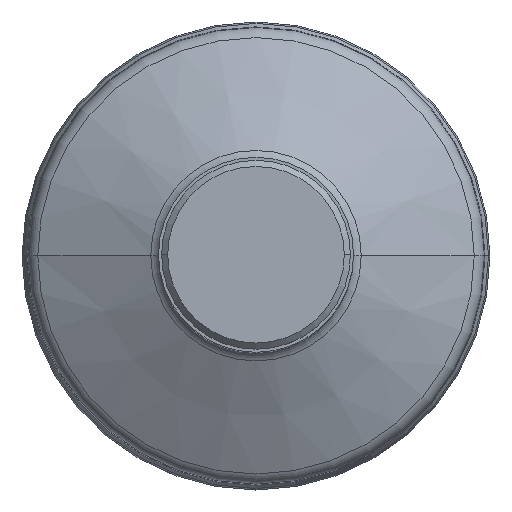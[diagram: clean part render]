
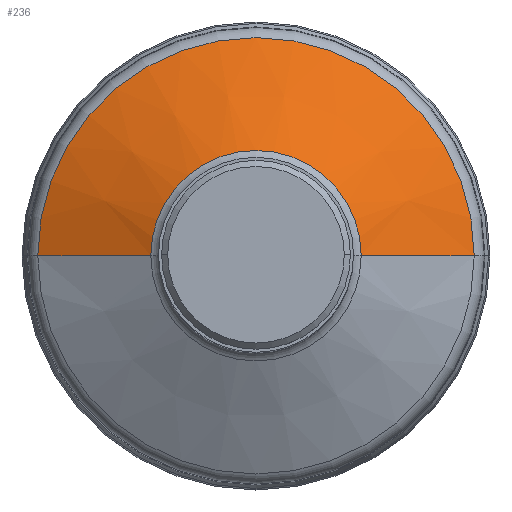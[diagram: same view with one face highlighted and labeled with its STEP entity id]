
A CAD part, top view. The second image highlights one B-rep face of the part: STEP entity #236.
In plain terms, the highlighted conical face has half-angle 63 degrees and reference radius 26.336 mm.
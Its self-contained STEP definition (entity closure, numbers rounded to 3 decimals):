
#236=ADVANCED_FACE('',(#345),#261,.T.);
#261=CONICAL_SURFACE('',#1953,26.336,63.);
#345=FACE_OUTER_BOUND('',#443,.T.);
#443=EDGE_LOOP('',(#803,#804,#805,#806,#807,#808));
#803=ORIENTED_EDGE('',*,*,#1203,.F.);
#804=ORIENTED_EDGE('',*,*,#1204,.F.);
#805=ORIENTED_EDGE('',*,*,#1205,.F.);
#806=ORIENTED_EDGE('',*,*,#1202,.F.);
#807=ORIENTED_EDGE('',*,*,#1201,.F.);
#808=ORIENTED_EDGE('',*,*,#1206,.T.);
#995=VERTEX_POINT('',#4169);
#997=VERTEX_POINT('',#4173);
#998=VERTEX_POINT('',#4177);
#999=VERTEX_POINT('',#4181);
#1000=VERTEX_POINT('',#4182);
#1001=VERTEX_POINT('',#4184);
#1201=EDGE_CURVE('',#997,#998,#1466,.T.);
#1202=EDGE_CURVE('',#998,#995,#1467,.T.);
#1203=EDGE_CURVE('',#999,#1000,#1468,.T.);
#1204=EDGE_CURVE('',#1001,#999,#1469,.T.);
#1205=EDGE_CURVE('',#995,#1001,#1615,.T.);
#1206=EDGE_CURVE('',#997,#1000,#1616,.T.);
#1466=CIRCLE('',#1948,35.533);
#1467=CIRCLE('',#1949,35.533);
#1468=CIRCLE('',#1951,17.138);
#1469=CIRCLE('',#1952,17.138);
#1615=LINE('',#4185,#1639);
#1616=LINE('',#4186,#1640);
#1639=VECTOR('',#2442,1.);
#1640=VECTOR('',#2443,1.);
#1948=AXIS2_PLACEMENT_3D('',#4176,#2432,#2433);
#1949=AXIS2_PLACEMENT_3D('',#4178,#2434,#2435);
#1951=AXIS2_PLACEMENT_3D('',#4180,#2438,#2439);
#1952=AXIS2_PLACEMENT_3D('',#4183,#2440,#2441);
#1953=AXIS2_PLACEMENT_3D('',#4187,#2444,#2445);
#2432=DIRECTION('',(0.,0.,-1.));
#2433=DIRECTION('',(-1.,0.,0.));
#2434=DIRECTION('',(0.,0.,-1.));
#2435=DIRECTION('',(-1.,0.001,0.));
#2438=DIRECTION('',(0.,0.,1.));
#2439=DIRECTION('',(1.,0.001,0.));
#2440=DIRECTION('',(0.,0.,1.));
#2441=DIRECTION('',(1.,0.,0.));
#2442=DIRECTION('',(-0.891,0.,0.454));
#2443=DIRECTION('',(0.891,0.,0.454));
#2444=DIRECTION('',(0.,0.,-1.));
#2445=DIRECTION('',(1.,0.,0.));
#4169=CARTESIAN_POINT('',(35.533,0.,-99.132));
#4173=CARTESIAN_POINT('',(-35.533,0.,-99.132));
#4176=CARTESIAN_POINT('',(0.,0.,-99.132));
#4177=CARTESIAN_POINT('',(-35.533,0.019,-99.132));
#4178=CARTESIAN_POINT('',(0.,0.,-99.132));
#4180=CARTESIAN_POINT('',(0.,0.,-89.76));
#4181=CARTESIAN_POINT('',(17.138,0.01,-89.76));
#4182=CARTESIAN_POINT('',(-17.138,0.,-89.76));
#4183=CARTESIAN_POINT('',(0.,0.,-89.76));
#4184=CARTESIAN_POINT('',(17.138,0.,-89.76));
#4185=CARTESIAN_POINT('',(35.533,0.,-99.132));
#4186=CARTESIAN_POINT('',(-35.533,0.,-99.132));
#4187=CARTESIAN_POINT('',(0.,0.,-94.446));
